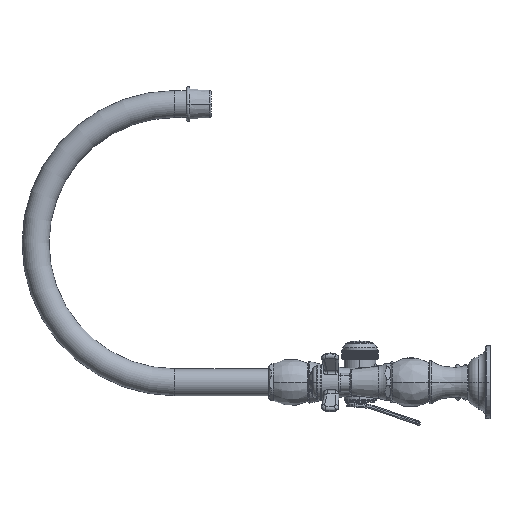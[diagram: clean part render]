
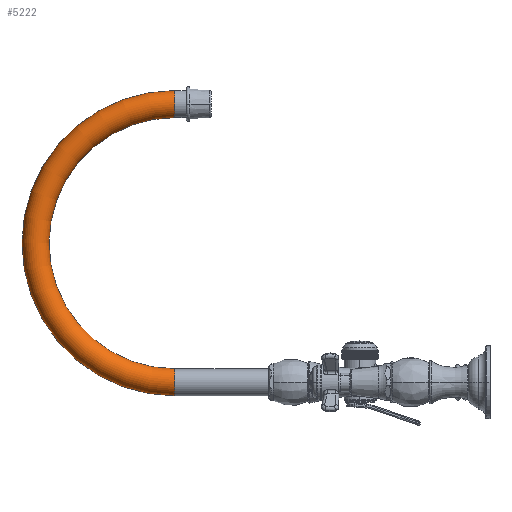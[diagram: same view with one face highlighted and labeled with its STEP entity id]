
A CAD part, left-side view. The second image highlights one B-rep face of the part: STEP entity #5222.
In plain terms, the highlighted toroidal (fillet/blend) face has major radius 114.3 mm and minor radius 11.113 mm.
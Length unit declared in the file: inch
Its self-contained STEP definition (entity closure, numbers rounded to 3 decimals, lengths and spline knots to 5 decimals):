
#325=CARTESIAN_POINT('',(0.,7.6412,4.5));
#326=DIRECTION('',(-1.,0.,0.));
#327=DIRECTION('',(0.,0.,1.));
#328=AXIS2_PLACEMENT_3D('',#325,#326,#327);
#333=CARTESIAN_POINT('',(0.,7.6412,9.));
#334=DIRECTION('',(0.,1.,0.));
#335=DIRECTION('',(0.,0.,-1.));
#336=AXIS2_PLACEMENT_3D('',#333,#334,#335);
#341=CARTESIAN_POINT('',(0.,7.6412,4.5));
#342=DIRECTION('',(-1.,0.,0.));
#343=DIRECTION('',(0.,0.,1.));
#344=AXIS2_PLACEMENT_3D('',#341,#342,#343);
#349=CARTESIAN_POINT('',(0.,7.6412,0.));
#350=DIRECTION('',(0.,-1.,0.));
#351=DIRECTION('',(0.,0.,1.));
#352=AXIS2_PLACEMENT_3D('',#349,#350,#351);
#4769=CARTESIAN_POINT('',(0.,7.6412,8.5625));
#4770=CARTESIAN_POINT('',(0.,7.6412,9.4375));
#4771=VERTEX_POINT('',#4769);
#4772=VERTEX_POINT('',#4770);
#4773=CARTESIAN_POINT('',(0.,7.6412,0.4375));
#4774=CARTESIAN_POINT('',(0.,7.6412,-0.4375));
#4775=VERTEX_POINT('',#4773);
#4776=VERTEX_POINT('',#4774);
#5210=CARTESIAN_POINT('',(0.,7.6412,4.5));
#5211=DIRECTION('',(-1.,0.,0.));
#5212=DIRECTION('',(0.,0.,-1.));
#5213=AXIS2_PLACEMENT_3D('',#5210,#5211,#5212);
#5214=TOROIDAL_SURFACE('',#5213,4.5,0.4375);
#5215=ORIENTED_EDGE('',*,*,#5139,.F.);
#5216=ORIENTED_EDGE('',*,*,#5193,.T.);
#5218=ORIENTED_EDGE('',*,*,#5217,.T.);
#5219=ORIENTED_EDGE('',*,*,#5189,.F.);
#5220=EDGE_LOOP('',(#5215,#5216,#5218,#5219));
#5221=FACE_OUTER_BOUND('',#5220,.F.);
#329=CIRCLE('',#328,4.9375);
#337=CIRCLE('',#336,0.4375);
#345=CIRCLE('',#344,4.0625);
#353=CIRCLE('',#352,0.4375);
#5139=EDGE_CURVE('',#4771,#4772,#337,.T.);
#5189=EDGE_CURVE('',#4772,#4776,#329,.T.);
#5193=EDGE_CURVE('',#4771,#4775,#345,.T.);
#5217=EDGE_CURVE('',#4775,#4776,#353,.T.);
#5222=ADVANCED_FACE('',(#5221),#5214,.T.);
